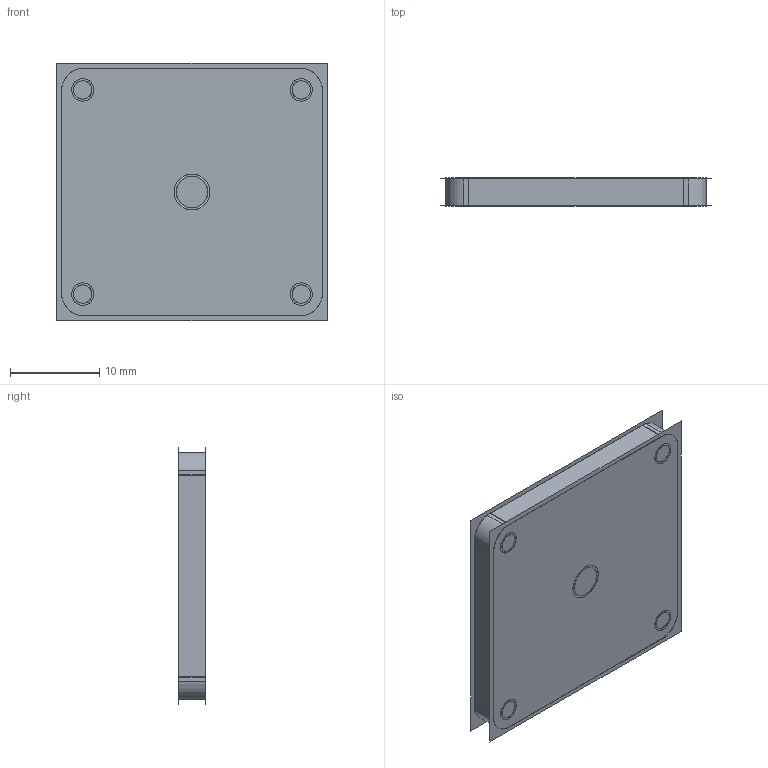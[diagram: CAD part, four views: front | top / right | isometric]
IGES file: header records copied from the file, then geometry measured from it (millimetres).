
Start section:  PTC IGES file: 209571.igs
Global section: file name: 209571.igs; native system: Creo Parametric by PTC Inc.; preprocessor: 2018300; author: pdmadmin; organization: Unknown; date: 20190117.151450; units: millimetre
Bounding box: 30.38 x 3.12 x 28.91 mm (x, y, z)
Volume: 2289.4 mm3; surface area: 9505.6 mm2
Topology: 1 solids, 6 shells, 64 faces, 396 edges, 546 vertices
Faces by surface type: revolution 52, bspline 12
